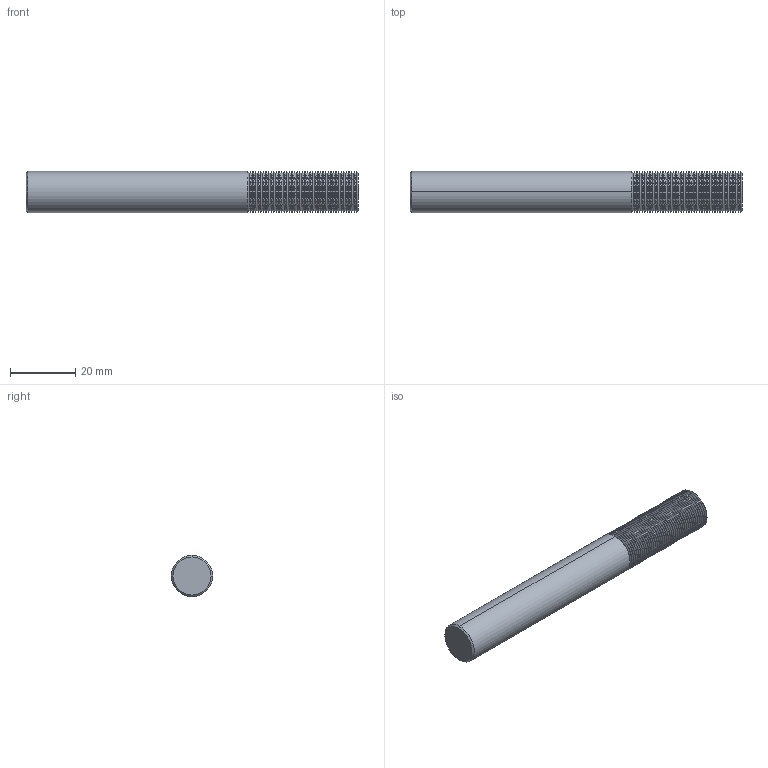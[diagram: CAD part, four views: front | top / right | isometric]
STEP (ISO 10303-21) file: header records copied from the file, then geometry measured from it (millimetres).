
FILE_DESCRIPTION (( 'STEP AP203' ), '1' );
FILE_NAME ('TMI495-32H.STEP', '2021-09-16T18:33:31', ( '' ), ( '' ), 'SwSTEP 2.0', 'SolidWorks 2020', '' );
FILE_SCHEMA (( 'CONFIG_CONTROL_DESIGN' ));
Length unit declared in the file: inch
Products named in the file (1): TMI495-32H
Bounding box: 101.6 x 12.69 x 12.69 mm (x, y, z)
Volume: 12418.3 mm3; surface area: 5123.7 mm2
Topology: 1 solids, 1 shells, 346 faces, 690 edges, 346 vertices
Faces by surface type: cylinder 172, cone 172, plane 2
Entity records: 8723 total; most frequent: DIRECTION 1730, CARTESIAN_POINT 1383, ORIENTED_EDGE 1380, AXIS2_PLACEMENT_3D 693, EDGE_CURVE 690, ADVANCED_FACE 346, EDGE_LOOP 346, VERTEX_POINT 346
